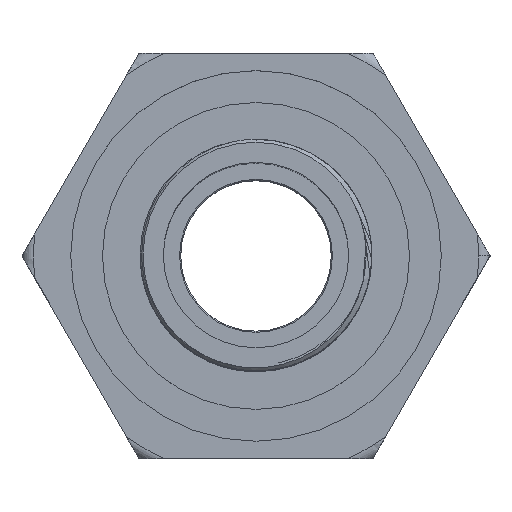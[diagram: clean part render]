
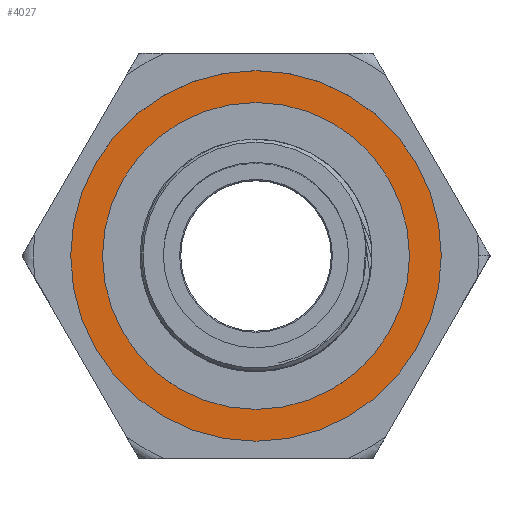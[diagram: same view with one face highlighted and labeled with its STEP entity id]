
A CAD part, top view. The second image highlights one B-rep face of the part: STEP entity #4027.
In plain terms, the highlighted planar face has unit normal (0, 0, 1).
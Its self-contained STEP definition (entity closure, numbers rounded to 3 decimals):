
#3979=CARTESIAN_POINT('',(32.,-0.,-188.));
#3980=VERTEX_POINT('',#3979);
#3989=CARTESIAN_POINT('',(0.,0.,-188.));
#3990=DIRECTION('',(0.,0.,1.));
#3991=DIRECTION('',(1.,0.,-0.));
#3992=AXIS2_PLACEMENT_3D('',#3989,#3990,#3991);
#3993=CIRCLE('',#3992,32.);
#3994=EDGE_CURVE('',#3980,#3980,#3993,.T.);
#3999=CARTESIAN_POINT('',(29.,0.,-188.));
#4000=DIRECTION('',(0.,0.,-1.));
#4001=DIRECTION('',(-1.,0.,0.));
#4002=AXIS2_PLACEMENT_3D('',#3999,#4000,#4001);
#4003=PLANE('',#4002);
#4004=CARTESIAN_POINT('',(26.5,0.,-188.));
#4005=VERTEX_POINT('',#4004);
#4006=CARTESIAN_POINT('',(-26.5,-0.,-188.));
#4007=VERTEX_POINT('',#4006);
#4008=CARTESIAN_POINT('',(0.,0.,-188.));
#4009=DIRECTION('',(-0.,-0.,1.));
#4010=DIRECTION('',(-1.,0.,0.));
#4011=AXIS2_PLACEMENT_3D('',#4008,#4009,#4010);
#4012=CIRCLE('',#4011,26.5);
#4013=EDGE_CURVE('',#4005,#4007,#4012,.T.);
#4014=ORIENTED_EDGE('',*,*,#4013,.F.);
#4015=CARTESIAN_POINT('',(0.,0.,-188.));
#4016=DIRECTION('',(-0.,-0.,1.));
#4017=DIRECTION('',(-1.,0.,0.));
#4018=AXIS2_PLACEMENT_3D('',#4015,#4016,#4017);
#4019=CIRCLE('',#4018,26.5);
#4020=EDGE_CURVE('',#4007,#4005,#4019,.T.);
#4021=ORIENTED_EDGE('',*,*,#4020,.F.);
#4022=EDGE_LOOP('',(#4014,#4021));
#4023=FACE_BOUND('',#4022,.T.);
#4024=ORIENTED_EDGE('',*,*,#3994,.T.);
#4025=EDGE_LOOP('',(#4024));
#4026=FACE_BOUND('',#4025,.T.);
#4027=ADVANCED_FACE('',(#4023,#4026),#4003,.F.);
